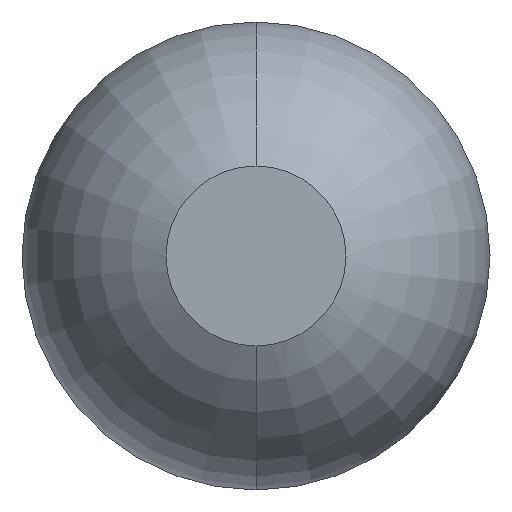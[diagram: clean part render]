
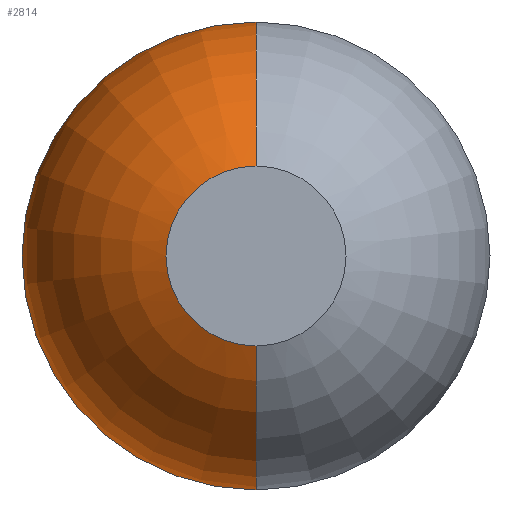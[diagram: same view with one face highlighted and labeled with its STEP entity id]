
A CAD part, front view. The second image highlights one B-rep face of the part: STEP entity #2814.
In plain terms, the highlighted toroidal (fillet/blend) face has major radius 0.01 mm and minor radius 0.4 mm.
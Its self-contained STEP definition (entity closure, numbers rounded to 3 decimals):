
#183 = EDGE_CURVE ( 'Defeature ausgef�hrt5_7+Defeature ausgef�hrt5_6+Defeature ausgef�hrt5_6+Defeature ausgef�hrt5_6', #744, #1443, #2976, .T. ) ;
#215 = DIRECTION ( 'NONE',  ( 0., 0., 1. ) ) ;
#269 = AXIS2_PLACEMENT_3D ( 'NONE', #309, #1182, #2792 ) ;
#309 = CARTESIAN_POINT ( 'NONE',  ( 0., -27.7, 0. ) ) ;
#425 = DIRECTION ( 'NONE',  ( -1., 0., 0. ) ) ;
#659 = DIRECTION ( 'NONE',  ( 0., 0., 1. ) ) ;
#690 = CARTESIAN_POINT ( 'NONE',  ( 0., -27.333, 0. ) ) ;
#744 = VERTEX_POINT ( 'NONE', #2204 ) ;
#969 = AXIS2_PLACEMENT_3D ( 'NONE', #2536, #425, #3446 ) ;
#1045 = VERTEX_POINT ( 'NONE', #3299 ) ;
#1070 = CARTESIAN_POINT ( 'NONE',  ( 0., -27.333, 0. ) ) ;
#1100 = CIRCLE ( 'NONE', #269, 0.15 ) ;
#1142 = ORIENTED_EDGE ( 'NONE', *, *, #183, .F. ) ;
#1182 = DIRECTION ( 'NONE',  ( 0., 1., 0. ) ) ;
#1198 = FACE_OUTER_BOUND ( 'NONE', #3248, .T. ) ;
#1443 = VERTEX_POINT ( 'NONE', #2984 ) ;
#1461 = AXIS2_PLACEMENT_3D ( 'NONE', #1070, #2971, #215 ) ;
#1472 = DIRECTION ( 'NONE',  ( 0., 1., 0. ) ) ;
#1619 = AXIS2_PLACEMENT_3D ( 'NONE', #690, #1472, #659 ) ;
#1674 = DIRECTION ( 'NONE',  ( 0., 0., -1. ) ) ;
#1785 = EDGE_CURVE ( 'NONE', #1903, #1443, #2945, .T. ) ;
#1902 = ORIENTED_EDGE ( 'NONE', *, *, #3202, .F. ) ;
#1903 = VERTEX_POINT ( 'NONE', #3421 ) ;
#1910 = DIRECTION ( 'NONE',  ( 1., 0., 0. ) ) ;
#2129 = EDGE_CURVE ( 'Defeature ausgef�hrt5_6+Defeature ausgef�hrt5_5+Defeature ausgef�hrt5_5+Defeature ausgef�hrt5_5', #1045, #1903, #1100, .T. ) ;
#2204 = CARTESIAN_POINT ( 'NONE',  ( 0., -27.333, -0.39 ) ) ;
#2536 = CARTESIAN_POINT ( 'NONE',  ( 0., -27.333, -0.01 ) ) ;
#2743 = ORIENTED_EDGE ( 'NONE', *, *, #2129, .T. ) ;
#2792 = DIRECTION ( 'NONE',  ( 0., 0., 1. ) ) ;
#2814 = ADVANCED_FACE ( 'Defeature ausgef�hrt5_6', ( #1198 ), #3523, .T. ) ;
#2821 = CIRCLE ( 'NONE', #3257, 0.4 ) ;
#2937 = ORIENTED_EDGE ( 'NONE', *, *, #1785, .T. ) ;
#2945 = CIRCLE ( 'NONE', #969, 0.4 ) ;
#2971 = DIRECTION ( 'NONE',  ( 0., 1., 0. ) ) ;
#2976 = CIRCLE ( 'NONE', #1461, 0.39 ) ;
#2984 = CARTESIAN_POINT ( 'NONE',  ( 0., -27.333, 0.39 ) ) ;
#3021 = CARTESIAN_POINT ( 'NONE',  ( 0., -27.333, 0.01 ) ) ;
#3202 = EDGE_CURVE ( 'NONE', #1045, #744, #2821, .T. ) ;
#3248 = EDGE_LOOP ( 'NONE', ( #1902, #2743, #2937, #1142 ) ) ;
#3257 = AXIS2_PLACEMENT_3D ( 'NONE', #3021, #1910, #1674 ) ;
#3299 = CARTESIAN_POINT ( 'NONE',  ( 0., -27.7, -0.15 ) ) ;
#3421 = CARTESIAN_POINT ( 'NONE',  ( 0., -27.7, 0.15 ) ) ;
#3446 = DIRECTION ( 'NONE',  ( 0., 0., 1. ) ) ;
#3523 = TOROIDAL_SURFACE ( 'NONE', #1619, -0.01, 0.4 ) ;
